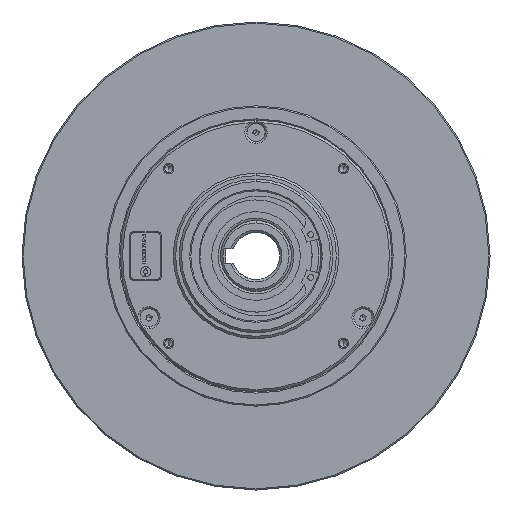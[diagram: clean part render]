
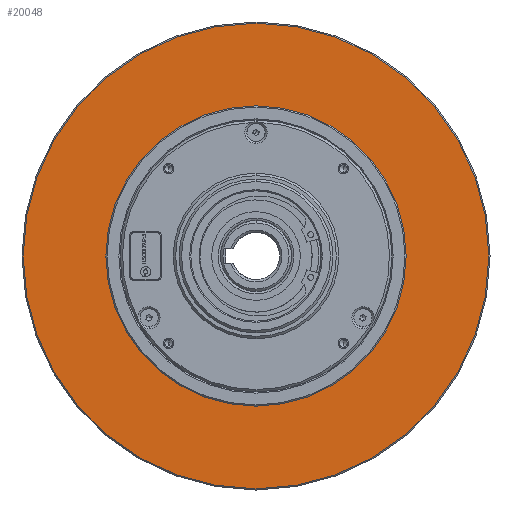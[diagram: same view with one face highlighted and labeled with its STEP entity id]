
A CAD part, left-side view. The second image highlights one B-rep face of the part: STEP entity #20048.
In plain terms, the highlighted planar face has unit normal (-1, 0, 0).
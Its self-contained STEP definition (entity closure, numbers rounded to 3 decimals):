
#2635 = ORIENTED_EDGE ( 'NONE', *, *, #3904, .T. ) ;
#2834 = VERTEX_POINT ( 'NONE', #10054 ) ;
#3904 = EDGE_CURVE ( 'NONE', #25672, #8045, #27844, .T. ) ;
#3921 = AXIS2_PLACEMENT_3D ( 'NONE', #25550, #18724, #18994 ) ;
#4276 = ORIENTED_EDGE ( 'NONE', *, *, #5911, .T. ) ;
#4855 = FACE_BOUND ( 'NONE', #23996, .T. ) ;
#5142 = PLANE ( 'NONE',  #27098 ) ;
#5911 = EDGE_CURVE ( 'NONE', #8045, #25672, #23982, .T. ) ;
#6336 = DIRECTION ( 'NONE',  ( -1., 0., 0. ) ) ;
#7222 = AXIS2_PLACEMENT_3D ( 'NONE', #12388, #6336, #19314 ) ;
#8045 = VERTEX_POINT ( 'NONE', #13367 ) ;
#8063 = CARTESIAN_POINT ( 'NONE',  ( -24.1, 0., 0. ) ) ;
#8451 = EDGE_LOOP ( 'NONE', ( #4276, #2635 ) ) ;
#8762 = ORIENTED_EDGE ( 'NONE', *, *, #28573, .F. ) ;
#9049 = DIRECTION ( 'NONE',  ( 1., 0., 0. ) ) ;
#10054 = CARTESIAN_POINT ( 'NONE',  ( -24.1, 0., -63.5 ) ) ;
#12111 = DIRECTION ( 'NONE',  ( -1., 0., 0. ) ) ;
#12388 = CARTESIAN_POINT ( 'NONE',  ( -24.1, 0., 0. ) ) ;
#13367 = CARTESIAN_POINT ( 'NONE',  ( -24.1, 0., -98.5 ) ) ;
#13430 = DIRECTION ( 'NONE',  ( -1., 0., 0. ) ) ;
#14570 = VERTEX_POINT ( 'NONE', #18056 ) ;
#15177 = CARTESIAN_POINT ( 'NONE',  ( -24.1, 0., 0. ) ) ;
#16528 = AXIS2_PLACEMENT_3D ( 'NONE', #8063, #12111, #21235 ) ;
#18056 = CARTESIAN_POINT ( 'NONE',  ( -24.1, 0., 63.5 ) ) ;
#18724 = DIRECTION ( 'NONE',  ( -1., 0., 0. ) ) ;
#18994 = DIRECTION ( 'NONE',  ( 0., 0., 1. ) ) ;
#19012 = AXIS2_PLACEMENT_3D ( 'NONE', #15177, #13430, #26523 ) ;
#19314 = DIRECTION ( 'NONE',  ( 0., 0., 1. ) ) ;
#20048 = ADVANCED_FACE ( 'NONE', ( #20457, #4855 ), #5142, .F. ) ;
#20457 = FACE_OUTER_BOUND ( 'NONE', #8451, .T. ) ;
#21235 = DIRECTION ( 'NONE',  ( 0., 0., -1. ) ) ;
#21675 = EDGE_CURVE ( 'NONE', #2834, #14570, #24813, .T. ) ;
#22522 = CARTESIAN_POINT ( 'NONE',  ( -24.1, 63.5, 0. ) ) ;
#23982 = CIRCLE ( 'NONE', #16528, 98.5 ) ;
#23996 = EDGE_LOOP ( 'NONE', ( #8762, #25427 ) ) ;
#24813 = CIRCLE ( 'NONE', #7222, 63.5 ) ;
#25427 = ORIENTED_EDGE ( 'NONE', *, *, #21675, .F. ) ;
#25550 = CARTESIAN_POINT ( 'NONE',  ( -24.1, 0., 0. ) ) ;
#25672 = VERTEX_POINT ( 'NONE', #25704 ) ;
#25695 = CIRCLE ( 'NONE', #3921, 63.5 ) ;
#25704 = CARTESIAN_POINT ( 'NONE',  ( -24.1, 0., 98.5 ) ) ;
#26523 = DIRECTION ( 'NONE',  ( 0., 0., -1. ) ) ;
#26580 = DIRECTION ( 'NONE',  ( 0., 0., -1. ) ) ;
#27098 = AXIS2_PLACEMENT_3D ( 'NONE', #22522, #9049, #26580 ) ;
#27844 = CIRCLE ( 'NONE', #19012, 98.5 ) ;
#28573 = EDGE_CURVE ( 'NONE', #14570, #2834, #25695, .T. ) ;
